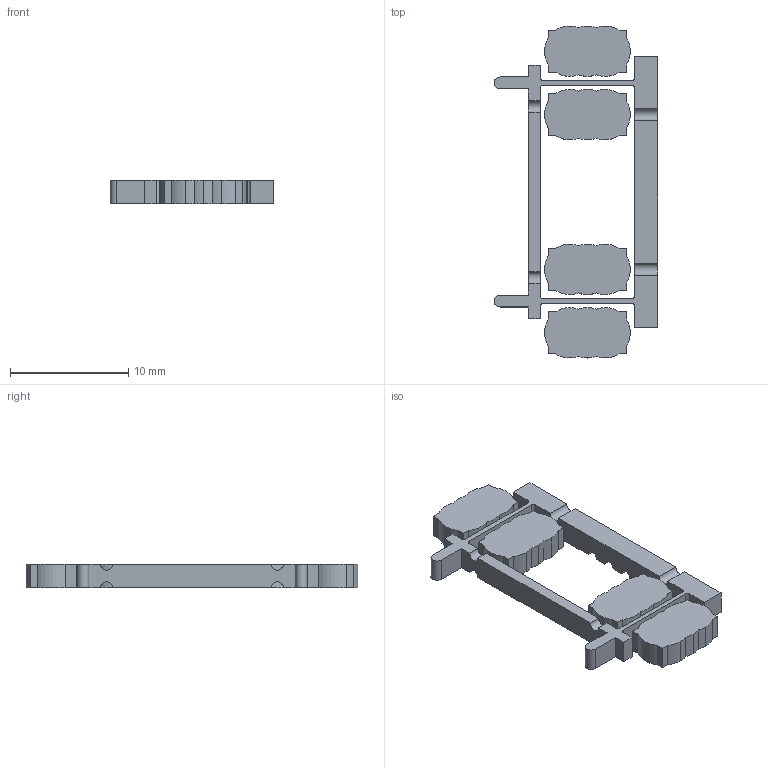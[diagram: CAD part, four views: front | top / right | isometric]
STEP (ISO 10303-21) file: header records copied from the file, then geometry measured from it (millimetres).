
FILE_DESCRIPTION(/* description */ (''),/* implementation_level */ '2;1');
FILE_NAME(/* name */ '20mm soft hanger',/* time_stamp */ '2025-06-25T00:04:04-04:00',/* author */ (''),/* organization */ (''),/* preprocessor_version */ 'ST-DEVELOPER v19.2',/* originating_system */ 'Rhino 8.20',/* authorisation */ '');
FILE_SCHEMA (('CONFIG_CONTROL_DESIGN'));
Length unit declared in the file: millimetre
Products named in the file (1): Document
Bounding box: 13.84 x 28.09 x 2 mm (x, y, z)
Volume: 369.8 mm3; surface area: 815.4 mm2
Topology: 5 solids, 5 shells, 138 faces, 390 edges, 260 vertices
Faces by surface type: plane 73, cylinder 65
Entity records: 4571 total; most frequent: CARTESIAN_POINT 1310, ORIENTED_EDGE 780, DIRECTION 402, EDGE_CURVE 390, AXIS2_PLACEMENT_3D 270, VERTEX_POINT 260, B_SPLINE_CURVE_WITH_KNOTS 253, ADVANCED_FACE 138
